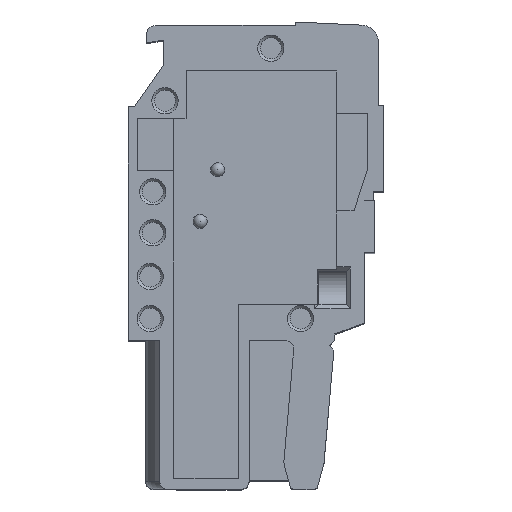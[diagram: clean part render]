
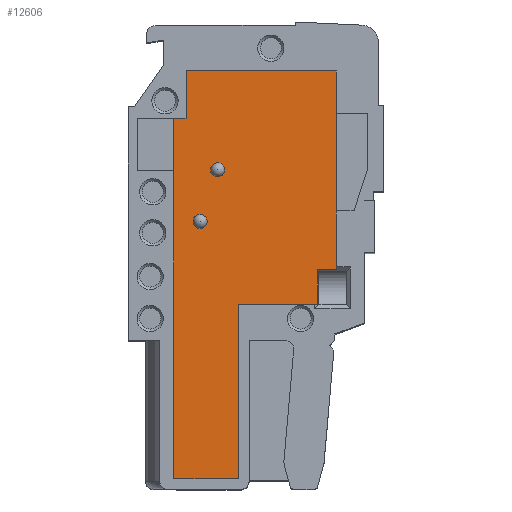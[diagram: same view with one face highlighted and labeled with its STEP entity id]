
A CAD part, top view. The second image highlights one B-rep face of the part: STEP entity #12606.
In plain terms, the highlighted planar face has unit normal (0, 0, 1).
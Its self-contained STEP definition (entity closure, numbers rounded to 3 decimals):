
#1399=LINE('',#20518,#2851);
#1418=LINE('',#20557,#2870);
#1426=LINE('',#20574,#2878);
#1429=LINE('',#20580,#2881);
#1431=LINE('',#20584,#2883);
#1436=LINE('',#20595,#2888);
#1439=LINE('',#20601,#2891);
#1442=LINE('',#20607,#2894);
#1444=LINE('',#20611,#2896);
#1447=LINE('',#20615,#2899);
#1511=LINE('',#20759,#2963);
#1513=LINE('',#20762,#2965);
#1514=LINE('',#20764,#2966);
#2851=VECTOR('',#16612,1000.);
#2870=VECTOR('',#16643,1000.);
#2878=VECTOR('',#16657,1000.);
#2881=VECTOR('',#16662,1000.);
#2883=VECTOR('',#16666,1000.);
#2888=VECTOR('',#16673,1000.);
#2891=VECTOR('',#16678,1000.);
#2894=VECTOR('',#16683,1000.);
#2896=VECTOR('',#16687,1000.);
#2899=VECTOR('',#16692,1000.);
#2963=VECTOR('',#16842,1000.);
#2965=VECTOR('',#16846,1000.);
#2966=VECTOR('',#16847,1000.);
#3492=PLANE('',#13602);
#6827=ORIENTED_EDGE('',*,*,#8611,.F.);
#6828=ORIENTED_EDGE('',*,*,#8666,.T.);
#6829=ORIENTED_EDGE('',*,*,#8618,.T.);
#6830=ORIENTED_EDGE('',*,*,#8663,.T.);
#6831=ORIENTED_EDGE('',*,*,#8661,.T.);
#6832=ORIENTED_EDGE('',*,*,#8658,.T.);
#6833=ORIENTED_EDGE('',*,*,#8655,.T.);
#6834=ORIENTED_EDGE('',*,*,#8740,.T.);
#6835=ORIENTED_EDGE('',*,*,#8741,.T.);
#6836=ORIENTED_EDGE('',*,*,#8650,.T.);
#6837=ORIENTED_EDGE('',*,*,#8637,.T.);
#6838=ORIENTED_EDGE('',*,*,#8738,.T.);
#6839=ORIENTED_EDGE('',*,*,#8648,.T.);
#6840=ORIENTED_EDGE('',*,*,#8645,.T.);
#6841=ORIENTED_EDGE('',*,*,#8742,.F.);
#8611=EDGE_CURVE('',#9866,#9866,#10176,.T.);
#8618=EDGE_CURVE('',#9871,#9872,#1399,.T.);
#8637=EDGE_CURVE('',#9884,#9885,#1418,.T.);
#8645=EDGE_CURVE('',#9891,#9890,#1426,.T.);
#8648=EDGE_CURVE('',#9893,#9891,#1429,.T.);
#8650=EDGE_CURVE('',#9894,#9884,#1431,.T.);
#8655=EDGE_CURVE('',#9899,#9898,#1436,.T.);
#8658=EDGE_CURVE('',#9901,#9899,#1439,.T.);
#8661=EDGE_CURVE('',#9903,#9901,#1442,.T.);
#8663=EDGE_CURVE('',#9872,#9903,#1444,.T.);
#8666=EDGE_CURVE('',#9890,#9871,#1447,.T.);
#8738=EDGE_CURVE('',#9885,#9893,#1511,.T.);
#8740=EDGE_CURVE('',#9898,#9937,#1513,.T.);
#8741=EDGE_CURVE('',#9937,#9894,#1514,.T.);
#8742=EDGE_CURVE('',#9938,#9938,#10184,.T.);
#9866=VERTEX_POINT('',#20504);
#9871=VERTEX_POINT('',#20519);
#9872=VERTEX_POINT('',#20520);
#9884=VERTEX_POINT('',#20554);
#9885=VERTEX_POINT('',#20558);
#9890=VERTEX_POINT('',#20573);
#9891=VERTEX_POINT('',#20575);
#9893=VERTEX_POINT('',#20581);
#9894=VERTEX_POINT('',#20585);
#9898=VERTEX_POINT('',#20594);
#9899=VERTEX_POINT('',#20596);
#9901=VERTEX_POINT('',#20602);
#9903=VERTEX_POINT('',#20608);
#9937=VERTEX_POINT('',#20763);
#9938=VERTEX_POINT('',#20766);
#10176=CIRCLE('',#13539,0.403);
#10184=CIRCLE('',#13603,0.403);
#11001=EDGE_LOOP('',(#6827));
#11002=EDGE_LOOP('',(#6828,#6829,#6830,#6831,#6832,#6833,#6834,#6835,#6836,
#6837,#6838,#6839,#6840));
#11003=EDGE_LOOP('',(#6841));
#11875=FACE_BOUND('',#11001,.T.);
#11876=FACE_BOUND('',#11002,.T.);
#11877=FACE_BOUND('',#11003,.T.);
#12606=ADVANCED_FACE('',(#11875,#11876,#11877),#3492,.T.);
#13539=AXIS2_PLACEMENT_3D('',#20503,#16598,#16599);
#13602=AXIS2_PLACEMENT_3D('',#20761,#16844,#16845);
#13603=AXIS2_PLACEMENT_3D('',#20765,#16848,#16849);
#16598=DIRECTION('',(0.,0.,1.));
#16599=DIRECTION('',(1.,0.,0.));
#16612=DIRECTION('',(0.,-1.,0.));
#16643=DIRECTION('',(0.,1.,0.));
#16657=DIRECTION('',(0.,-1.,0.));
#16662=DIRECTION('',(-1.,0.,0.));
#16666=DIRECTION('',(0.,1.,0.));
#16673=DIRECTION('',(1.,0.,0.));
#16678=DIRECTION('',(0.,1.,0.));
#16683=DIRECTION('',(1.,0.,0.));
#16687=DIRECTION('',(0.,-1.,0.));
#16692=DIRECTION('',(-1.,0.,0.));
#16842=DIRECTION('',(0.,1.,0.));
#16844=DIRECTION('',(0.,0.,1.));
#16845=DIRECTION('',(1.,0.,0.));
#16846=DIRECTION('',(0.,1.,0.));
#16847=DIRECTION('',(1.,0.,0.));
#16848=DIRECTION('',(0.,0.,1.));
#16849=DIRECTION('',(1.,0.,0.));
#20503=CARTESIAN_POINT('',(-14.03,18.25,7.351));
#20504=CARTESIAN_POINT('',(-13.627,18.25,7.351));
#20518=CARTESIAN_POINT('',(-16.533,21.2,7.351));
#20519=CARTESIAN_POINT('',(-16.533,21.2,7.351));
#20520=CARTESIAN_POINT('',(-16.533,18.2,7.351));
#20554=CARTESIAN_POINT('',(-7.233,15.9,7.351));
#20557=CARTESIAN_POINT('',(-7.233,12.55,7.351));
#20558=CARTESIAN_POINT('',(-7.233,21.45,7.351));
#20573=CARTESIAN_POINT('',(-15.833,21.2,7.351));
#20574=CARTESIAN_POINT('',(-15.833,23.9,7.351));
#20575=CARTESIAN_POINT('',(-15.833,23.9,7.351));
#20580=CARTESIAN_POINT('',(-7.233,23.9,7.351));
#20581=CARTESIAN_POINT('',(-7.233,23.9,7.351));
#20584=CARTESIAN_POINT('',(-7.233,12.55,7.351));
#20585=CARTESIAN_POINT('',(-7.233,12.55,7.351));
#20594=CARTESIAN_POINT('',(-8.333,10.55,7.351));
#20595=CARTESIAN_POINT('',(-12.833,10.55,7.351));
#20596=CARTESIAN_POINT('',(-12.833,10.55,7.351));
#20601=CARTESIAN_POINT('',(-12.833,0.6,7.351));
#20602=CARTESIAN_POINT('',(-12.833,0.6,7.351));
#20607=CARTESIAN_POINT('',(-16.533,0.6,7.351));
#20608=CARTESIAN_POINT('',(-16.533,0.6,7.351));
#20611=CARTESIAN_POINT('',(-16.533,21.2,7.351));
#20615=CARTESIAN_POINT('',(-15.833,21.2,7.351));
#20759=CARTESIAN_POINT('',(-7.233,12.55,7.351));
#20761=CARTESIAN_POINT('',(-16.533,21.2,7.351));
#20762=CARTESIAN_POINT('',(-8.333,10.55,7.351));
#20763=CARTESIAN_POINT('',(-8.333,12.55,7.351));
#20764=CARTESIAN_POINT('',(-8.333,12.55,7.351));
#20765=CARTESIAN_POINT('',(-15.03,15.3,7.351));
#20766=CARTESIAN_POINT('',(-14.627,15.3,7.351));
